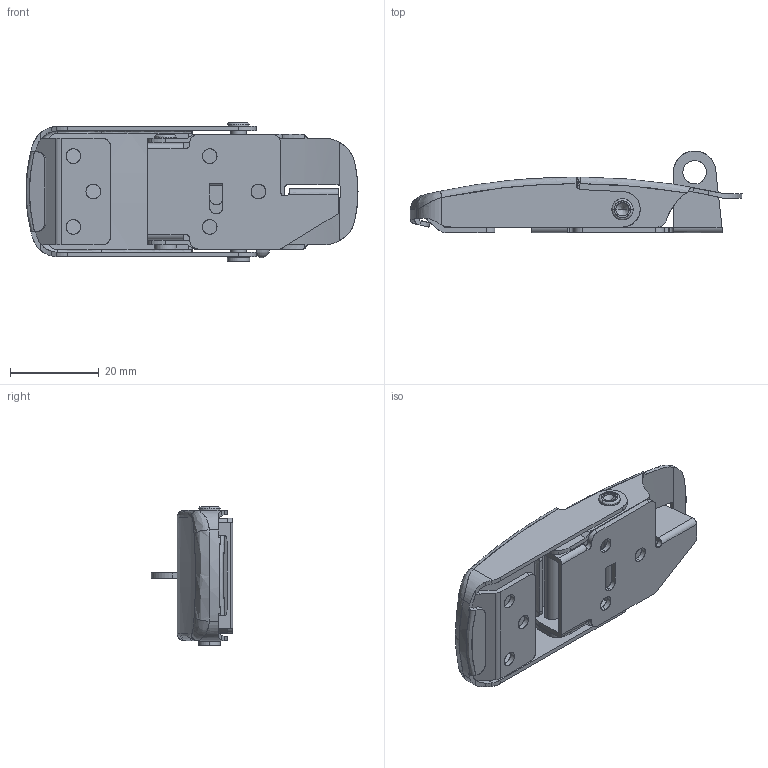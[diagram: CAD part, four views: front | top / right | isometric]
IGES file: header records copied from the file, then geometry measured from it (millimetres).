
Start section: SolidWorks IGES file using analytic representation for surfaces
Bounding box: 75 x 18.5 x 31.4 mm (x, y, z)
Surface area: 12154.8 mm2 (no closed solid volume)
Topology: 0 solids, 0 shells, 272 faces, 3795 edges, 3782 vertices
Faces by surface type: bspline 137, revolution 135
